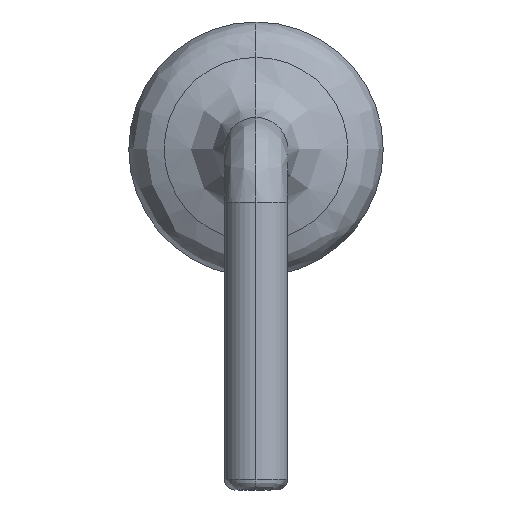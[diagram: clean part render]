
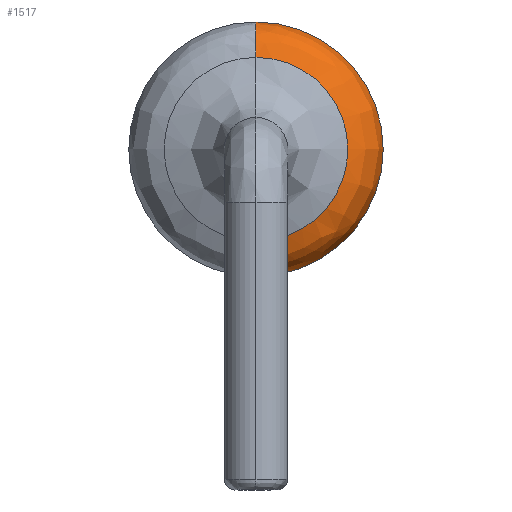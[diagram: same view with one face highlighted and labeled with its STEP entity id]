
A CAD part, left-side view. The second image highlights one B-rep face of the part: STEP entity #1517.
In plain terms, the highlighted free-form (B-spline) face has degree [3, 3] with [4, 4] control points.
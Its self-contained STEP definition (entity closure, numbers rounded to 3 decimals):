
#10 = CARTESIAN_POINT ( 'NONE',  ( -4.044, 0., 1.213 ) ) ;
#43 = CARTESIAN_POINT ( 'NONE',  ( -3.65, 0., 2.413 ) ) ;
#75 = CARTESIAN_POINT ( 'NONE',  ( -3.65, -2.4, 0.013 ) ) ;
#135 = DIRECTION ( 'NONE',  ( 0., 0., 1. ) ) ;
#191 = VERTEX_POINT ( 'NONE', #1479 ) ;
#285 = CARTESIAN_POINT ( 'NONE',  ( -4.044, 0., 2.079 ) ) ;
#295 = VERTEX_POINT ( 'NONE', #543 ) ;
#405 = DIRECTION ( 'NONE',  ( 0., 0., -1. ) ) ;
#484 = CARTESIAN_POINT ( 'NONE',  ( -4.01, 0., 2.281 ) ) ;
#543 = CARTESIAN_POINT ( 'NONE',  ( -3.65, 0., 0.013 ) ) ;
#553 = CIRCLE ( 'NONE', #946, 0.4 ) ;
#638 = AXIS2_PLACEMENT_3D ( 'NONE', #1573, #2664, #135 ) ;
#702 = DIRECTION ( 'NONE',  ( 0., 0., -1. ) ) ;
#811 = DIRECTION ( 'NONE',  ( 0., 1., 0. ) ) ;
#857 = CARTESIAN_POINT ( 'NONE',  ( -3.854, 0., 0.013 ) ) ;
#870 = FACE_OUTER_BOUND ( 'NONE', #2524, .T. ) ;
#912 = CARTESIAN_POINT ( 'NONE',  ( -4.01, -2.136, 2.281 ) ) ;
#946 = AXIS2_PLACEMENT_3D ( 'NONE', #1421, #811, #1888 ) ;
#1034 = CIRCLE ( 'NONE', #638, 0.4 ) ;
#1095 = ORIENTED_EDGE ( 'NONE', *, *, #1482, .F. ) ;
#1109 = CARTESIAN_POINT ( 'NONE',  ( -4.044, -1.733, 0.347 ) ) ;
#1125 = CARTESIAN_POINT ( 'NONE',  ( -4.044, 0., 2.079 ) ) ;
#1135 = VERTEX_POINT ( 'NONE', #285 ) ;
#1304 = EDGE_CURVE ( 'NONE', #1664, #1135, #1034, .T. ) ;
#1315 = CARTESIAN_POINT ( 'NONE',  ( -3.854, -2.4, 2.413 ) ) ;
#1328 = CARTESIAN_POINT ( 'NONE',  ( -4.01, -2.136, 0.145 ) ) ;
#1421 = CARTESIAN_POINT ( 'NONE',  ( -3.65, 0., 0.413 ) ) ;
#1445 = CARTESIAN_POINT ( 'NONE',  ( -3.65, 0., 2.413 ) ) ;
#1479 = CARTESIAN_POINT ( 'NONE',  ( -4.044, 0., 0.347 ) ) ;
#1482 = EDGE_CURVE ( 'NONE', #1664, #295, #2006, .T. ) ;
#1484 = CARTESIAN_POINT ( 'NONE',  ( -4.044, -1.733, 2.079 ) ) ;
#1512 = ORIENTED_EDGE ( 'NONE', *, *, #1304, .T. ) ;
#1517 = ADVANCED_FACE ( 'NONE', ( #870 ), #1635, .T. ) ;
#1542 = DIRECTION ( 'NONE',  ( 1., 0., 0. ) ) ;
#1573 = CARTESIAN_POINT ( 'NONE',  ( -3.65, 0., 2.013 ) ) ;
#1635 =( BOUNDED_SURFACE ( )  B_SPLINE_SURFACE ( 3, 3, ( 
 ( #43, #1720, #75, #2372 ),
 ( #2357, #1315, #2155, #857 ),
 ( #484, #912, #1328, #1697 ),
 ( #1125, #1484, #1109, #2555 ) ),
 .UNSPECIFIED., .F., .F., .F. ) 
 B_SPLINE_SURFACE_WITH_KNOTS ( ( 4, 4 ),
 ( 4, 4 ),
 ( 0., 1. ),
 ( 0., 1. ),
 .UNSPECIFIED. ) 
 GEOMETRIC_REPRESENTATION_ITEM ( )  RATIONAL_B_SPLINE_SURFACE ( (
 ( 1., 0.333, 0.333, 1.),
 ( 0.842, 0.281, 0.281, 0.842),
 ( 0.842, 0.281, 0.281, 0.842),
 ( 1., 0.333, 0.333, 1.) ) ) 
 REPRESENTATION_ITEM ( '' )  SURFACE ( )  );
#1664 = VERTEX_POINT ( 'NONE', #1445 ) ;
#1697 = CARTESIAN_POINT ( 'NONE',  ( -4.01, 0., 0.145 ) ) ;
#1720 = CARTESIAN_POINT ( 'NONE',  ( -3.65, -2.4, 2.413 ) ) ;
#1738 = AXIS2_PLACEMENT_3D ( 'NONE', #10, #2108, #405 ) ;
#1888 = DIRECTION ( 'NONE',  ( 0., 0., -1. ) ) ;
#1894 = ORIENTED_EDGE ( 'NONE', *, *, #2243, .F. ) ;
#2006 = CIRCLE ( 'NONE', #2267, 1.2 ) ;
#2108 = DIRECTION ( 'NONE',  ( 1., 0., 0. ) ) ;
#2142 = CARTESIAN_POINT ( 'NONE',  ( -3.65, 0., 1.213 ) ) ;
#2155 = CARTESIAN_POINT ( 'NONE',  ( -3.854, -2.4, 0.013 ) ) ;
#2181 = EDGE_CURVE ( 'NONE', #1135, #191, #2266, .T. ) ;
#2191 = ORIENTED_EDGE ( 'NONE', *, *, #2181, .T. ) ;
#2243 = EDGE_CURVE ( 'NONE', #295, #191, #553, .T. ) ;
#2266 = CIRCLE ( 'NONE', #1738, 0.866 ) ;
#2267 = AXIS2_PLACEMENT_3D ( 'NONE', #2142, #1542, #702 ) ;
#2357 = CARTESIAN_POINT ( 'NONE',  ( -3.854, 0., 2.413 ) ) ;
#2372 = CARTESIAN_POINT ( 'NONE',  ( -3.65, 0., 0.013 ) ) ;
#2524 = EDGE_LOOP ( 'NONE', ( #1095, #1512, #2191, #1894 ) ) ;
#2555 = CARTESIAN_POINT ( 'NONE',  ( -4.044, 0., 0.347 ) ) ;
#2664 = DIRECTION ( 'NONE',  ( 0., -1., 0. ) ) ;
